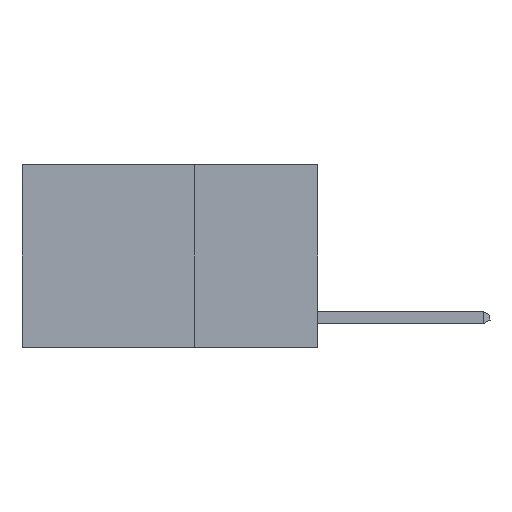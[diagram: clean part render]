
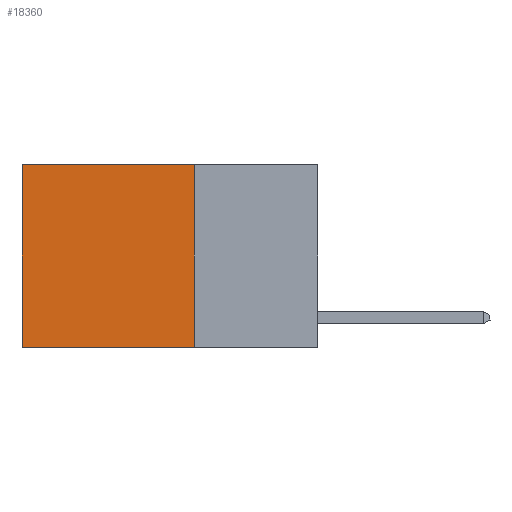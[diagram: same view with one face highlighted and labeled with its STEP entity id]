
A CAD part, left-side view. The second image highlights one B-rep face of the part: STEP entity #18360.
In plain terms, the highlighted planar face has unit normal (-1, 0, 0).
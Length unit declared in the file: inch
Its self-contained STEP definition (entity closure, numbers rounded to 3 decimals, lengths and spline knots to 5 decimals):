
#434 = LINE ( 'NONE', #21956, #6117 ) ;
#1177 = EDGE_CURVE ( 'NONE', #1971, #13621, #20671, .T. ) ;
#1971 = VERTEX_POINT ( 'NONE', #30116 ) ;
#2067 = VERTEX_POINT ( 'NONE', #25724 ) ;
#2885 = FACE_OUTER_BOUND ( 'NONE', #23872, .T. ) ;
#4359 = LINE ( 'NONE', #5936, #10060 ) ;
#4830 = DIRECTION ( 'NONE',  ( 0., 1., 0. ) ) ;
#5936 = CARTESIAN_POINT ( 'NONE',  ( 0.2625, 0.25, 0. ) ) ;
#6117 = VECTOR ( 'NONE', #10133, 39.37008 ) ;
#6871 = AXIS2_PLACEMENT_3D ( 'NONE', #20683, #30312, #16031 ) ;
#7056 = VECTOR ( 'NONE', #19318, 39.37008 ) ;
#7075 = CARTESIAN_POINT ( 'NONE',  ( 0.2625, 0.25, 0. ) ) ;
#10060 = VECTOR ( 'NONE', #25137, 39.37008 ) ;
#10133 = DIRECTION ( 'NONE',  ( 0., 0., -1. ) ) ;
#11173 = PLANE ( 'NONE',  #6871 ) ;
#13621 = VERTEX_POINT ( 'NONE', #23116 ) ;
#15048 = EDGE_CURVE ( 'NONE', #23031, #2067, #4359, .T. ) ;
#16031 = DIRECTION ( 'NONE',  ( 0., 0., -1. ) ) ;
#16889 = CARTESIAN_POINT ( 'NONE',  ( 0.2625, 0.25, -0.37 ) ) ;
#18360 = ADVANCED_FACE ( 'NONE', ( #2885 ), #11173, .F. ) ;
#19318 = DIRECTION ( 'NONE',  ( 0., 0., -1. ) ) ;
#19947 = VECTOR ( 'NONE', #4830, 39.37008 ) ;
#20129 = ORIENTED_EDGE ( 'NONE', *, *, #1177, .F. ) ;
#20565 = ORIENTED_EDGE ( 'NONE', *, *, #21003, .T. ) ;
#20671 = LINE ( 'NONE', #16889, #19947 ) ;
#20683 = CARTESIAN_POINT ( 'NONE',  ( 0.2625, 0.25, 0. ) ) ;
#21003 = EDGE_CURVE ( 'NONE', #2067, #13621, #434, .T. ) ;
#21582 = CARTESIAN_POINT ( 'NONE',  ( 0.2625, 0.25, 0. ) ) ;
#21956 = CARTESIAN_POINT ( 'NONE',  ( 0.2625, 0.6, 0. ) ) ;
#23031 = VERTEX_POINT ( 'NONE', #7075 ) ;
#23116 = CARTESIAN_POINT ( 'NONE',  ( 0.2625, 0.6, -0.37 ) ) ;
#23872 = EDGE_LOOP ( 'NONE', ( #20565, #20129, #25214, #30486 ) ) ;
#25137 = DIRECTION ( 'NONE',  ( 0., 1., 0. ) ) ;
#25214 = ORIENTED_EDGE ( 'NONE', *, *, #30522, .F. ) ;
#25724 = CARTESIAN_POINT ( 'NONE',  ( 0.2625, 0.6, 0. ) ) ;
#27692 = LINE ( 'NONE', #21582, #7056 ) ;
#30116 = CARTESIAN_POINT ( 'NONE',  ( 0.2625, 0.25, -0.37 ) ) ;
#30312 = DIRECTION ( 'NONE',  ( 1., 0., 0. ) ) ;
#30486 = ORIENTED_EDGE ( 'NONE', *, *, #15048, .T. ) ;
#30522 = EDGE_CURVE ( 'NONE', #23031, #1971, #27692, .T. ) ;
